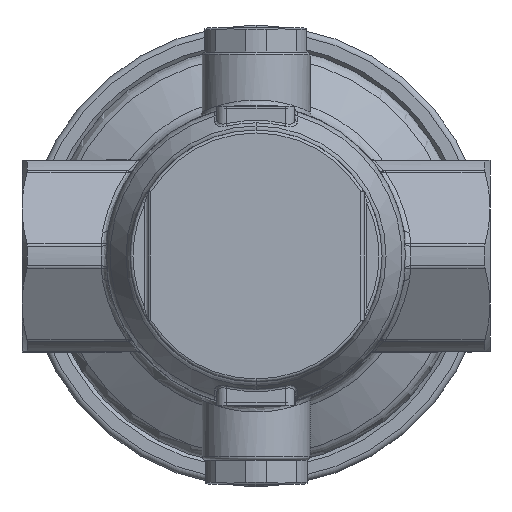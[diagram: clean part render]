
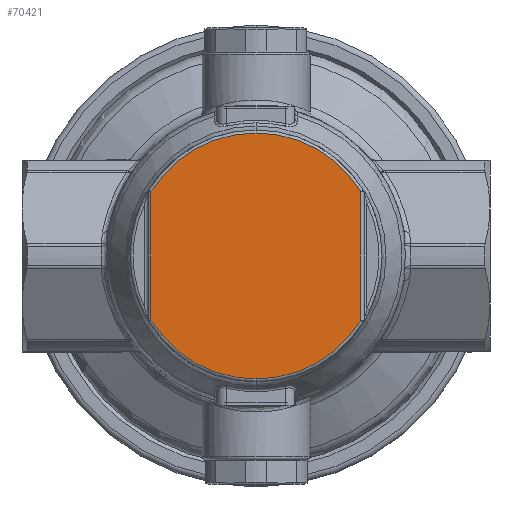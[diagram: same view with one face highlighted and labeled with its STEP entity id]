
A CAD part, front view. The second image highlights one B-rep face of the part: STEP entity #70421.
In plain terms, the highlighted planar face has unit normal (0, -1, 0).
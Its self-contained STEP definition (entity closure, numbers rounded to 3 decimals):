
#777 = CARTESIAN_POINT ( 'NONE',  ( 0., -7., 0. ) ) ;
#5393 = LINE ( 'NONE', #109914, #18698 ) ;
#8005 = ORIENTED_EDGE ( 'NONE', *, *, #48717, .T. ) ;
#8176 = CIRCLE ( 'NONE', #33847, 20.5 ) ;
#11457 = DIRECTION ( 'NONE',  ( 0., 0., -1. ) ) ;
#14180 = AXIS2_PLACEMENT_3D ( 'NONE', #777, #74851, #11457 ) ;
#14955 = DIRECTION ( 'NONE',  ( 0., 0., -1. ) ) ;
#18164 = VERTEX_POINT ( 'NONE', #126681 ) ;
#18698 = VECTOR ( 'NONE', #131251, 1000. ) ;
#22360 = VERTEX_POINT ( 'NONE', #125013 ) ;
#24352 = DIRECTION ( 'NONE',  ( 0., -1., 0. ) ) ;
#25453 = AXIS2_PLACEMENT_3D ( 'NONE', #87772, #24352, #98392 ) ;
#25685 = CARTESIAN_POINT ( 'NONE',  ( -17.5, -7., -10.677 ) ) ;
#32605 = DIRECTION ( 'NONE',  ( 0., -1., 0. ) ) ;
#33847 = AXIS2_PLACEMENT_3D ( 'NONE', #105498, #41999, #116169 ) ;
#35534 = LINE ( 'NONE', #78287, #116805 ) ;
#41999 = DIRECTION ( 'NONE',  ( 0., -1., 0. ) ) ;
#48717 = EDGE_CURVE ( 'NONE', #18164, #90462, #35534, .T. ) ;
#49697 = EDGE_CURVE ( 'NONE', #70866, #22360, #5393, .T. ) ;
#51299 = ORIENTED_EDGE ( 'NONE', *, *, #49697, .T. ) ;
#53115 = CARTESIAN_POINT ( 'NONE',  ( 17.5, -7., -10.677 ) ) ;
#64047 = FACE_OUTER_BOUND ( 'NONE', #129330, .T. ) ;
#65446 = AXIS2_PLACEMENT_3D ( 'NONE', #96005, #32605, #106685 ) ;
#66823 = EDGE_CURVE ( 'NONE', #22360, #18164, #67875, .T. ) ;
#67875 = CIRCLE ( 'NONE', #65446, 20.5 ) ;
#70421 = ADVANCED_FACE ( 'NONE', ( #64047 ), #95594, .T. ) ;
#70866 = VERTEX_POINT ( 'NONE', #53115 ) ;
#74851 = DIRECTION ( 'NONE',  ( 0., -1., 0. ) ) ;
#78287 = CARTESIAN_POINT ( 'NONE',  ( -17.5, -7., 0. ) ) ;
#78328 = ORIENTED_EDGE ( 'NONE', *, *, #125222, .T. ) ;
#81441 = CARTESIAN_POINT ( 'NONE',  ( 0., -7., -20.5 ) ) ;
#81504 = CIRCLE ( 'NONE', #25453, 20.5 ) ;
#85378 = EDGE_CURVE ( 'NONE', #92420, #70866, #8176, .T. ) ;
#87772 = CARTESIAN_POINT ( 'NONE',  ( 0., -7., 0. ) ) ;
#90462 = VERTEX_POINT ( 'NONE', #25685 ) ;
#92420 = VERTEX_POINT ( 'NONE', #81441 ) ;
#95594 = PLANE ( 'NONE',  #14180 ) ;
#96005 = CARTESIAN_POINT ( 'NONE',  ( 0., -7., 0. ) ) ;
#98392 = DIRECTION ( 'NONE',  ( 0., 0., -1. ) ) ;
#105498 = CARTESIAN_POINT ( 'NONE',  ( 0., -7., 0. ) ) ;
#106685 = DIRECTION ( 'NONE',  ( 0., 0., -1. ) ) ;
#109914 = CARTESIAN_POINT ( 'NONE',  ( 17.5, -7., 0. ) ) ;
#116169 = DIRECTION ( 'NONE',  ( 0., 0., -1. ) ) ;
#116805 = VECTOR ( 'NONE', #14955, 1000. ) ;
#123561 = ORIENTED_EDGE ( 'NONE', *, *, #66823, .T. ) ;
#125013 = CARTESIAN_POINT ( 'NONE',  ( 17.5, -7., 10.677 ) ) ;
#125222 = EDGE_CURVE ( 'NONE', #90462, #92420, #81504, .T. ) ;
#126681 = CARTESIAN_POINT ( 'NONE',  ( -17.5, -7., 10.677 ) ) ;
#129330 = EDGE_LOOP ( 'NONE', ( #123561, #8005, #78328, #133996, #51299 ) ) ;
#131251 = DIRECTION ( 'NONE',  ( 0., 0., 1. ) ) ;
#133996 = ORIENTED_EDGE ( 'NONE', *, *, #85378, .T. ) ;
